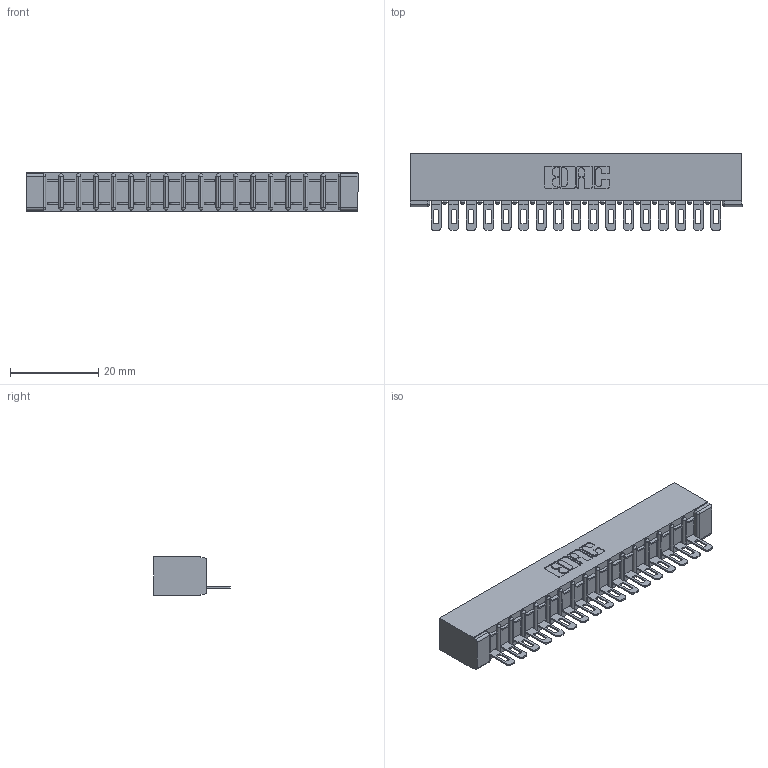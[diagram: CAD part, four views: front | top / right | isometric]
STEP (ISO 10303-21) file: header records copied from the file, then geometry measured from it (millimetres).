
FILE_DESCRIPTION (( 'STEP AP203' ), '1' );
FILE_NAME ('357-017-501-101.STEP', '2019-09-16T20:55:49', ( '' ), ( '' ), 'SwSTEP 2.0', 'SolidWorks 2016', '' );
FILE_SCHEMA (( 'CONFIG_CONTROL_DESIGN' ));
Length unit declared in the file: inch
Products named in the file (3): 307 Part_No Mounting Lugs; 357-017-501-101; 307-290-002_501
Assembly tree (18 placements, depth 2):
  357-017-501-101
    307 Part_No Mounting Lugs
    307-290-002_501  x17
Bounding box: 75.23 x 17.42 x 8.71 mm (x, y, z)
Volume: 5221.4 mm3; surface area: 9840.4 mm2
Topology: 18 solids, 18 shells, 1420 faces, 4345 edges, 2846 vertices
Faces by surface type: plane 814, cylinder 570, sphere 36
Entity records: 18172 total; most frequent: CARTESIAN_POINT 3060, ORIENTED_EDGE 3050, DIRECTION 2987, EDGE_CURVE 1525, LINE 1153, VECTOR 1153, VERTEX_POINT 990, AXIS2_PLACEMENT_3D 917
